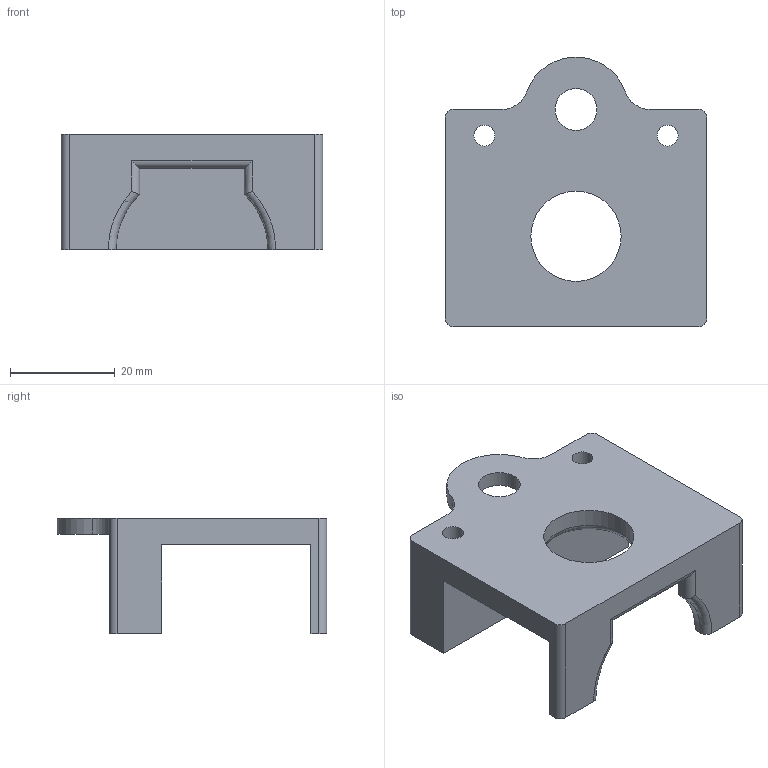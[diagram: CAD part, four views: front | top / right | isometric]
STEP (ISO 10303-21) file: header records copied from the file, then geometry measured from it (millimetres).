
FILE_DESCRIPTION(/* description */ ('STEP AP242','CAx-IF Rec.Pracs.---Representation and Presentation of Product Manufacturing Information (PMI)---4.0---2014-10-13','CAx-IF Rec.Pracs.---3D Tessellated Geometry---0.4---2014-09-14','2;1'),/* implementation_level */ '2;1');
FILE_NAME(/* name */ '683795b25589176a84c50f63',/* time_stamp */ '2025-05-28T23:01:07Z',/* author */ (''),/* organization */ (''),/* preprocessor_version */ 'ST-DEVELOPER v20',/* originating_system */ 'ONSHAPE BY PTC INC, 1.198',/* authorisation */ ' ');
FILE_SCHEMA (('AP242_MANAGED_MODEL_BASED_3D_ENGINEERING_MIM_LF { 1 0 10303 442 1 1 4 }'));
Length unit declared in the file: metre
Products named in the file (1): CameraCaseBot
Bounding box: 50 x 51.47 x 22 mm (x, y, z)
Volume: 16169 mm3; surface area: 8938.3 mm2
Topology: 1 solids, 1 shells, 43 faces, 119 edges, 78 vertices
Faces by surface type: cylinder 21, plane 19, torus 3
Full cylindrical faces by diameter (mm): 4 x2, 8 x1, 17.25 x1
Entity records: 1372 total; most frequent: DIRECTION 238, CARTESIAN_POINT 238, ORIENTED_EDGE 222, EDGE_CURVE 111, AXIS2_PLACEMENT_3D 85, VERTEX_POINT 75, LINE 68, VECTOR 68
